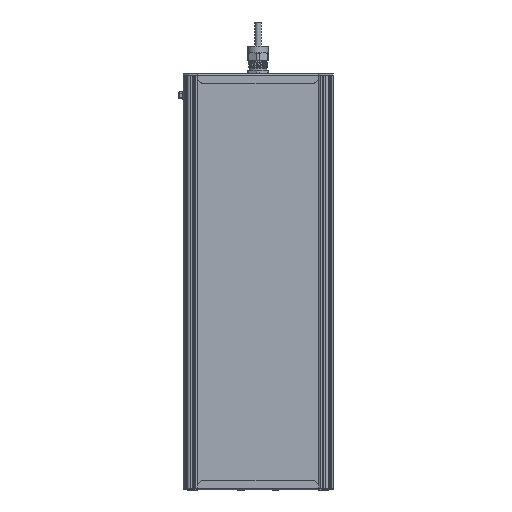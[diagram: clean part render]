
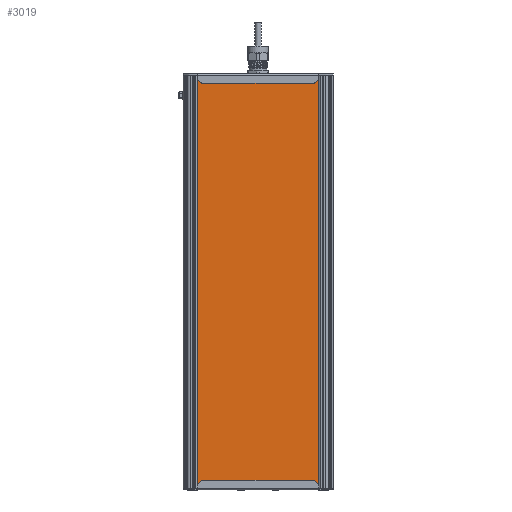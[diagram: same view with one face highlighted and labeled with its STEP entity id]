
A CAD part, front view. The second image highlights one B-rep face of the part: STEP entity #3019.
In plain terms, the highlighted face is planar.
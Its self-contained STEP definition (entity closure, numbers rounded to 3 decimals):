
#3019=ADVANCED_FACE('',(#7006),#7008,.T.);
#7006=FACE_BOUND('',#7007,.T.);
#7007=EDGE_LOOP('',(#33069,#33070,#33071,#33072));
#7008=PLANE('',#7009);
#7009=AXIS2_PLACEMENT_3D('',#7010,#7011,#7012);
#7010=CARTESIAN_POINT('',(2111.497,401.002,-34.582));
#7011=DIRECTION('',(0.,0.,-1.));
#7012=DIRECTION('',(0.,1.,0.));
#33069=ORIENTED_EDGE('',*,*,#37099,.F.);
#33070=ORIENTED_EDGE('',*,*,#37098,.T.);
#33071=ORIENTED_EDGE('',*,*,#37100,.F.);
#33072=ORIENTED_EDGE('',*,*,#37090,.F.);
#37090=EDGE_CURVE('',#40542,#40545,#40546,.T.);
#37098=EDGE_CURVE('',#40555,#40557,#40559,.T.);
#37099=EDGE_CURVE('',#40555,#40542,#40560,.T.);
#37100=EDGE_CURVE('',#40545,#40557,#40561,.T.);
#40542=VERTEX_POINT('',#48186);
#40545=VERTEX_POINT('',#48191);
#40546=LINE('',#48192,#48193);
#40555=VERTEX_POINT('',#48213);
#40557=VERTEX_POINT('',#48217);
#40559=LINE('',#48221,#48222);
#40560=LINE('',#48224,#48225);
#40561=LINE('',#48227,#48228);
#48186=CARTESIAN_POINT('',(2111.497,401.002,-34.582));
#48191=CARTESIAN_POINT('',(2627.497,401.002,-34.582));
#48192=CARTESIAN_POINT('',(2111.497,401.002,-34.582));
#48193=VECTOR('',#48194,1.);
#48194=DIRECTION('',(1.,0.,0.));
#48213=CARTESIAN_POINT('',(2111.497,565.13,-34.582));
#48217=CARTESIAN_POINT('',(2627.497,565.13,-34.582));
#48221=CARTESIAN_POINT('',(2111.497,565.13,-34.582));
#48222=VECTOR('',#48223,1.);
#48223=DIRECTION('',(1.,0.,0.));
#48224=CARTESIAN_POINT('',(2111.497,565.13,-34.582));
#48225=VECTOR('',#48226,1.);
#48226=DIRECTION('',(0.,-1.,0.));
#48227=CARTESIAN_POINT('',(2627.497,401.002,-34.582));
#48228=VECTOR('',#48229,1.);
#48229=DIRECTION('',(0.,1.,0.));
